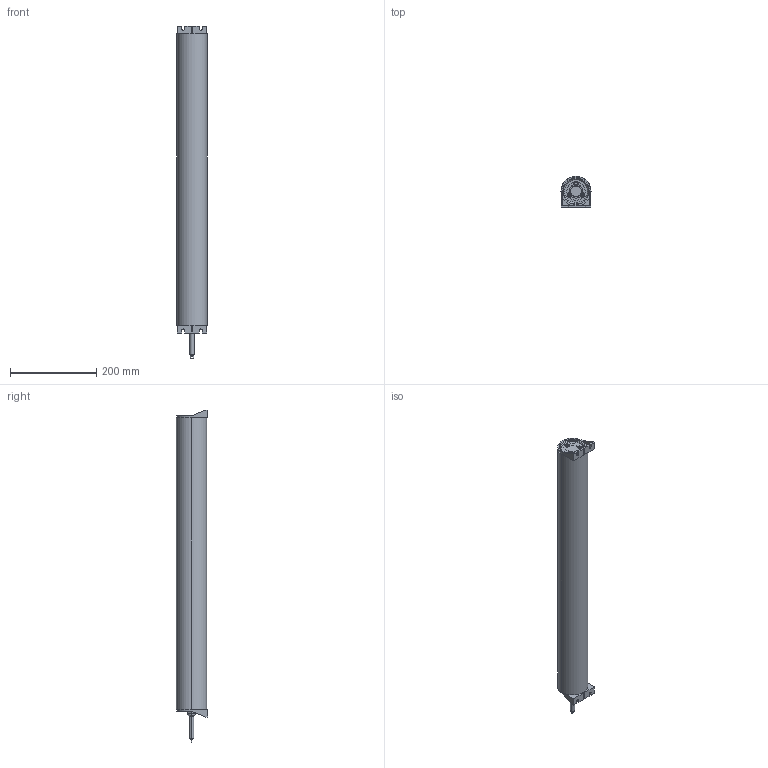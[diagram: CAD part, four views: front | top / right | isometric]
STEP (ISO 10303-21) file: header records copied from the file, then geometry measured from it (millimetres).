
FILE_DESCRIPTION((''),'2;1');
FILE_NAME('194187_ASM','2016-03-29T',('PDMAdmin'),(''),'PRO/ENGINEER BY PARAMETRIC TECHNOLOGY CORPORATION, 2013230','PRO/ENGINEER BY PARAMETRIC TECHNOLOGY CORPORATION, 2013230','');
FILE_SCHEMA(('CONFIG_CONTROL_DESIGN'));
Length unit declared in the file: millimetre
Products named in the file (14): 71291_END_____; 71291_ENDCAP_____; 71291_RUBBER_RING_____; 71291_END______ASM; 71291_TUBE_____; 71291_LIGHT_____; 71291_END_WIRE_____; 71291_ENDCAP_WIRE_____; 71291_END_WIRE______ASM; 71291_STRAIN_RELIEF_1_____; 71291_STRAIN_RELIEF_2_____; 71291_ASM; HFF-CABLE_AF0; 194187_ASM
Assembly tree (14 placements, depth 4):
  194187_ASM
    71291_ASM
      71291_END______ASM
        71291_END_____
        71291_ENDCAP_____
        71291_RUBBER_RING_____
      71291_TUBE_____
      71291_LIGHT_____
      71291_END_WIRE______ASM
        71291_END_WIRE_____
        71291_ENDCAP_WIRE_____
        71291_RUBBER_RING_____
      71291_STRAIN_RELIEF_1_____
      71291_STRAIN_RELIEF_2_____
    HFF-CABLE_AF0
Bounding box: 70 x 72.25 x 769.8 mm (x, y, z)
Volume: 895749.9 mm3; surface area: 541002.4 mm2
Topology: 11 solids, 11 shells, 830 faces, 2443 edges, 1609 vertices
Faces by surface type: plane 661, cylinder 151, torus 12, cone 4, bspline 2
Entity records: 28504 total; most frequent: CARTESIAN_POINT 4960, DIRECTION 4887, ORIENTED_EDGE 4870, EDGE_CURVE 2435, VECTOR 1711, LINE 1711, VERTEX_POINT 1605, AXIS2_PLACEMENT_3D 1588
